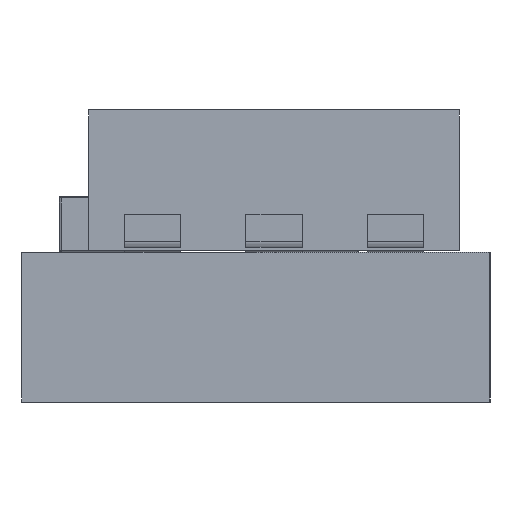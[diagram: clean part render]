
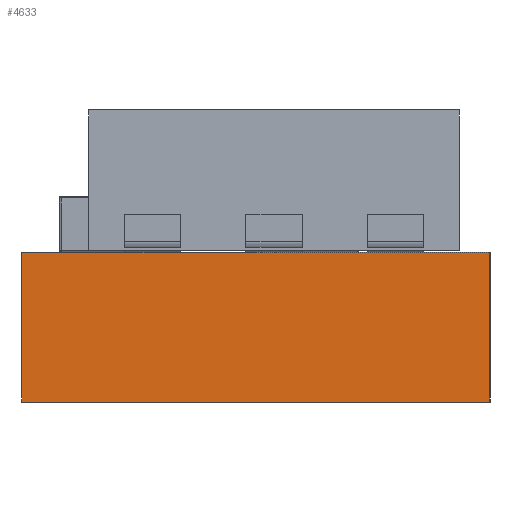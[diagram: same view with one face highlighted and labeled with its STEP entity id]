
A CAD part, left-side view. The second image highlights one B-rep face of the part: STEP entity #4633.
In plain terms, the highlighted planar face has unit normal (-1, 0, 0).
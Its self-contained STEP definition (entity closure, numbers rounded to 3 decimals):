
#196=ORIENTED_EDGE('',*,*,#1145,.T.);
#197=ORIENTED_EDGE('',*,*,#1128,.F.);
#198=ORIENTED_EDGE('',*,*,#1143,.F.);
#199=ORIENTED_EDGE('',*,*,#1146,.F.);
#1128=EDGE_CURVE('',#1604,#1605,#1906,.T.);
#1143=EDGE_CURVE('',#1618,#1604,#1921,.T.);
#1145=EDGE_CURVE('',#1619,#1605,#1923,.T.);
#1146=EDGE_CURVE('',#1619,#1618,#1924,.T.);
#1604=VERTEX_POINT('',#6088);
#1605=VERTEX_POINT('',#6089);
#1618=VERTEX_POINT('',#6119);
#1619=VERTEX_POINT('',#6123);
#1906=LINE('',#6087,#2308);
#1921=LINE('',#6118,#2323);
#1923=LINE('',#6122,#2325);
#1924=LINE('',#6124,#2326);
#2308=VECTOR('',#5125,1000.);
#2323=VECTOR('',#5144,1000.);
#2325=VECTOR('',#5148,1000.);
#2326=VECTOR('',#5149,1000.);
#2697=EDGE_LOOP('',(#196,#197,#198,#199));
#2919=FACE_BOUND('',#2697,.T.);
#3133=PLANE('',#4832);
#4633=ADVANCED_FACE('',(#2919),#3133,.F.);
#4832=AXIS2_PLACEMENT_3D('',#6121,#5146,#5147);
#5125=DIRECTION('',(0.,-1.,0.));
#5144=DIRECTION('',(0.,0.,1.));
#5146=DIRECTION('',(1.,0.,0.));
#5147=DIRECTION('',(0.,1.,0.));
#5148=DIRECTION('',(0.,0.,1.));
#5149=DIRECTION('',(0.,1.,0.));
#6087=CARTESIAN_POINT('',(-1.6,0.,0.8));
#6088=CARTESIAN_POINT('',(-1.6,1.25,0.8));
#6089=CARTESIAN_POINT('',(-1.6,-1.25,0.8));
#6118=CARTESIAN_POINT('',(-1.6,1.25,0.8));
#6119=CARTESIAN_POINT('',(-1.6,1.25,0.));
#6121=CARTESIAN_POINT('',(-1.6,1.25,0.8));
#6122=CARTESIAN_POINT('',(-1.6,-1.25,0.8));
#6123=CARTESIAN_POINT('',(-1.6,-1.25,0.));
#6124=CARTESIAN_POINT('',(-1.6,1.25,0.));
